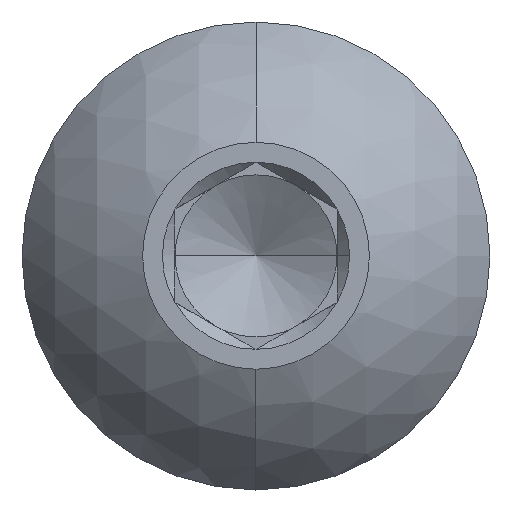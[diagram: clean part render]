
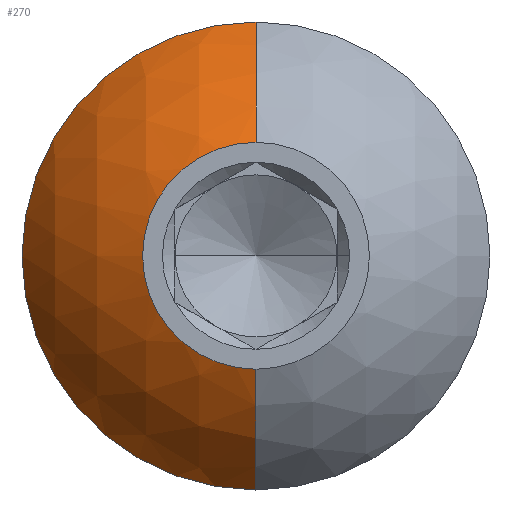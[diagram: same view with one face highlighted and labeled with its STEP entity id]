
A CAD part, top view. The second image highlights one B-rep face of the part: STEP entity #270.
In plain terms, the highlighted spherical face has radius 5.246 mm.
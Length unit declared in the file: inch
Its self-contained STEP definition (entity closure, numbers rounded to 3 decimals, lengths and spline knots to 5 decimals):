
#79 = CARTESIAN_POINT ( 'NONE',  ( 0., 0.1805, 0.33879 ) ) ;
#88 = VERTEX_POINT ( 'NONE', #299 ) ;
#105 = DIRECTION ( 'NONE',  ( 0., 0., 1. ) ) ;
#140 = VERTEX_POINT ( 'NONE', #167 ) ;
#143 = CIRCLE ( 'NONE', #572, 0.1805 ) ;
#146 = DIRECTION ( 'NONE',  ( 1., 0., 0. ) ) ;
#166 = EDGE_CURVE ( 'NONE', #593, #140, #143, .T. ) ;
#167 = CARTESIAN_POINT ( 'NONE',  ( 0., -0.1805, 0.33879 ) ) ;
#172 = DIRECTION ( 'NONE',  ( -1., 0., 0. ) ) ;
#256 = AXIS2_PLACEMENT_3D ( 'NONE', #898, #172, #525 ) ;
#270 = ADVANCED_FACE ( 'NONE', ( #830 ), #481, .T. ) ;
#299 = CARTESIAN_POINT ( 'NONE',  ( 0., 0.0875, 0.4255 ) ) ;
#332 = DIRECTION ( 'NONE',  ( -1., 0., 0. ) ) ;
#340 = ORIENTED_EDGE ( 'NONE', *, *, #879, .T. ) ;
#352 = DIRECTION ( 'NONE',  ( 0., 0., 1. ) ) ;
#353 = EDGE_LOOP ( 'NONE', ( #493, #340, #597, #807, #823 ) ) ;
#389 = AXIS2_PLACEMENT_3D ( 'NONE', #509, #352, #794 ) ;
#410 = CARTESIAN_POINT ( 'NONE',  ( 0., 0., 0.23843 ) ) ;
#418 = CIRCLE ( 'NONE', #658, 0.20652 ) ;
#430 = CARTESIAN_POINT ( 'NONE',  ( 0., 0., 0.4255 ) ) ;
#441 = CIRCLE ( 'NONE', #256, 0.20652 ) ;
#443 = DIRECTION ( 'NONE',  ( 1., 0., 0. ) ) ;
#479 = EDGE_CURVE ( 'NONE', #763, #88, #418, .T. ) ;
#481 = SPHERICAL_SURFACE ( 'NONE', #736, 0.20652 ) ;
#493 = ORIENTED_EDGE ( 'NONE', *, *, #166, .T. ) ;
#506 = CARTESIAN_POINT ( 'NONE',  ( 0., 0., 0.23843 ) ) ;
#509 = CARTESIAN_POINT ( 'NONE',  ( 0., 0., 0.33879 ) ) ;
#525 = DIRECTION ( 'NONE',  ( 0., -1., 0. ) ) ;
#572 = AXIS2_PLACEMENT_3D ( 'NONE', #822, #105, #443 ) ;
#593 = VERTEX_POINT ( 'NONE', #821 ) ;
#597 = ORIENTED_EDGE ( 'NONE', *, *, #709, .F. ) ;
#627 = CIRCLE ( 'NONE', #389, 0.1805 ) ;
#648 = DIRECTION ( 'NONE',  ( 1., 0., 0. ) ) ;
#658 = AXIS2_PLACEMENT_3D ( 'NONE', #506, #648, #856 ) ;
#709 = EDGE_CURVE ( 'NONE', #88, #853, #915, .T. ) ;
#720 = DIRECTION ( 'NONE',  ( 0., 0., 1. ) ) ;
#736 = AXIS2_PLACEMENT_3D ( 'NONE', #410, #332, #836 ) ;
#746 = EDGE_CURVE ( 'NONE', #763, #593, #627, .T. ) ;
#763 = VERTEX_POINT ( 'NONE', #79 ) ;
#765 = AXIS2_PLACEMENT_3D ( 'NONE', #430, #720, #146 ) ;
#794 = DIRECTION ( 'NONE',  ( 1., 0., 0. ) ) ;
#807 = ORIENTED_EDGE ( 'NONE', *, *, #479, .F. ) ;
#821 = CARTESIAN_POINT ( 'NONE',  ( -0.1805, 0., 0.33879 ) ) ;
#822 = CARTESIAN_POINT ( 'NONE',  ( 0., 0., 0.33879 ) ) ;
#823 = ORIENTED_EDGE ( 'NONE', *, *, #746, .T. ) ;
#827 = CARTESIAN_POINT ( 'NONE',  ( 0., -0.0875, 0.4255 ) ) ;
#830 = FACE_OUTER_BOUND ( 'NONE', #353, .T. ) ;
#836 = DIRECTION ( 'NONE',  ( 0., 1., 0. ) ) ;
#853 = VERTEX_POINT ( 'NONE', #827 ) ;
#856 = DIRECTION ( 'NONE',  ( 0., 0., -1. ) ) ;
#879 = EDGE_CURVE ( 'NONE', #140, #853, #441, .T. ) ;
#898 = CARTESIAN_POINT ( 'NONE',  ( 0., 0., 0.23843 ) ) ;
#915 = CIRCLE ( 'NONE', #765, 0.0875 ) ;
